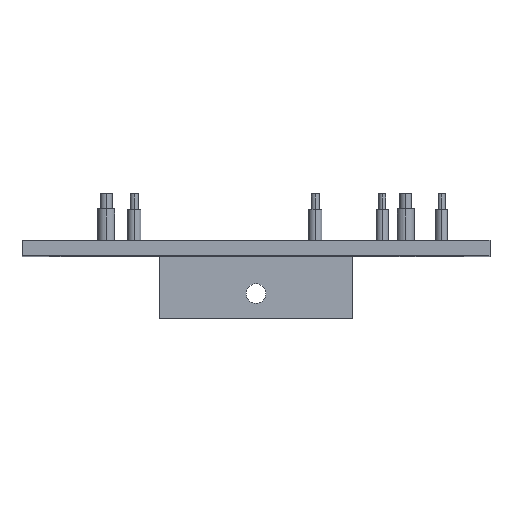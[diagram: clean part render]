
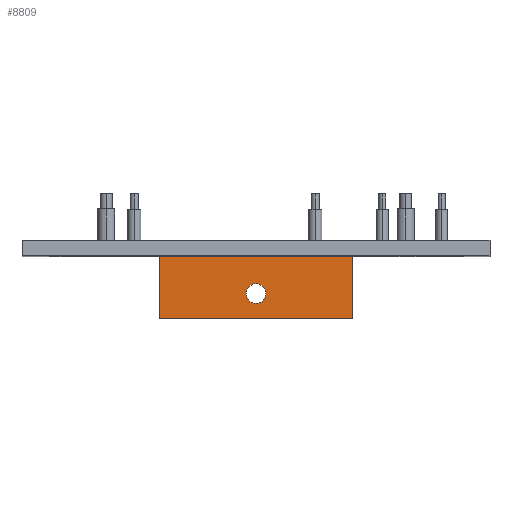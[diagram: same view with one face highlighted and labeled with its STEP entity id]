
A CAD part, top view. The second image highlights one B-rep face of the part: STEP entity #8809.
In plain terms, the highlighted planar face has unit normal (0, 0, 1).
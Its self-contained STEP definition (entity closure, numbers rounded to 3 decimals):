
#46 = VECTOR ( 'NONE', #2829, 1000. ) ;
#252 = VECTOR ( 'NONE', #9183, 1000. ) ;
#356 = CARTESIAN_POINT ( 'NONE',  ( -31., 20., 6. ) ) ;
#703 = EDGE_CURVE ( 'NONE', #9275, #5473, #5759, .T. ) ;
#924 = CIRCLE ( 'NONE', #6388, 3.175 ) ;
#1083 = VERTEX_POINT ( 'NONE', #6201 ) ;
#1351 = EDGE_LOOP ( 'NONE', ( #4581, #2904, #8078, #7144 ) ) ;
#1458 = LINE ( 'NONE', #5714, #2236 ) ;
#1538 = EDGE_CURVE ( 'NONE', #9684, #7192, #1458, .T. ) ;
#1651 = EDGE_CURVE ( 'NONE', #1083, #5363, #924, .T. ) ;
#2236 = VECTOR ( 'NONE', #9000, 1000. ) ;
#2268 = EDGE_CURVE ( 'NONE', #5363, #1083, #10181, .T. ) ;
#2382 = EDGE_CURVE ( 'NONE', #5473, #7192, #2719, .T. ) ;
#2719 = LINE ( 'NONE', #3380, #252 ) ;
#2829 = DIRECTION ( 'NONE',  ( 1., 0., 0. ) ) ;
#2876 = DIRECTION ( 'NONE',  ( 0., 0., 1. ) ) ;
#2904 = ORIENTED_EDGE ( 'NONE', *, *, #2382, .F. ) ;
#3140 = FACE_OUTER_BOUND ( 'NONE', #1351, .T. ) ;
#3240 = DIRECTION ( 'NONE',  ( 0., 0., 1. ) ) ;
#3380 = CARTESIAN_POINT ( 'NONE',  ( 31., 20., 6. ) ) ;
#3483 = PLANE ( 'NONE',  #6403 ) ;
#4312 = DIRECTION ( 'NONE',  ( 0., 0., -1. ) ) ;
#4515 = DIRECTION ( 'NONE',  ( 0., -1., 0. ) ) ;
#4581 = ORIENTED_EDGE ( 'NONE', *, *, #1538, .T. ) ;
#4605 = VECTOR ( 'NONE', #4515, 1000. ) ;
#5363 = VERTEX_POINT ( 'NONE', #5828 ) ;
#5473 = VERTEX_POINT ( 'NONE', #9283 ) ;
#5590 = FACE_BOUND ( 'NONE', #8001, .T. ) ;
#5613 = CARTESIAN_POINT ( 'NONE',  ( -31., 0., 6. ) ) ;
#5677 = EDGE_CURVE ( 'NONE', #9275, #9684, #9004, .T. ) ;
#5714 = CARTESIAN_POINT ( 'NONE',  ( -31., 0., 6. ) ) ;
#5759 = LINE ( 'NONE', #356, #46 ) ;
#5828 = CARTESIAN_POINT ( 'NONE',  ( 3.175, 8., 6. ) ) ;
#5837 = DIRECTION ( 'NONE',  ( 1., 0., 0. ) ) ;
#6075 = AXIS2_PLACEMENT_3D ( 'NONE', #9072, #3240, #5837 ) ;
#6138 = CARTESIAN_POINT ( 'NONE',  ( 0., 8., 6. ) ) ;
#6201 = CARTESIAN_POINT ( 'NONE',  ( -3.175, 8., 6. ) ) ;
#6388 = AXIS2_PLACEMENT_3D ( 'NONE', #6138, #2876, #10154 ) ;
#6403 = AXIS2_PLACEMENT_3D ( 'NONE', #9274, #4312, #10072 ) ;
#6947 = CARTESIAN_POINT ( 'NONE',  ( -31., 20., 6. ) ) ;
#7144 = ORIENTED_EDGE ( 'NONE', *, *, #5677, .T. ) ;
#7192 = VERTEX_POINT ( 'NONE', #8652 ) ;
#8001 = EDGE_LOOP ( 'NONE', ( #9267, #8289 ) ) ;
#8078 = ORIENTED_EDGE ( 'NONE', *, *, #703, .F. ) ;
#8289 = ORIENTED_EDGE ( 'NONE', *, *, #1651, .F. ) ;
#8652 = CARTESIAN_POINT ( 'NONE',  ( 31., 0., 6. ) ) ;
#8699 = CARTESIAN_POINT ( 'NONE',  ( -31., 20., 6. ) ) ;
#8809 = ADVANCED_FACE ( 'NONE', ( #5590, #3140 ), #3483, .F. ) ;
#9000 = DIRECTION ( 'NONE',  ( 1., 0., 0. ) ) ;
#9004 = LINE ( 'NONE', #6947, #4605 ) ;
#9072 = CARTESIAN_POINT ( 'NONE',  ( 0., 8., 6. ) ) ;
#9183 = DIRECTION ( 'NONE',  ( 0., -1., 0. ) ) ;
#9267 = ORIENTED_EDGE ( 'NONE', *, *, #2268, .F. ) ;
#9274 = CARTESIAN_POINT ( 'NONE',  ( -31., 20., 6. ) ) ;
#9275 = VERTEX_POINT ( 'NONE', #8699 ) ;
#9283 = CARTESIAN_POINT ( 'NONE',  ( 31., 20., 6. ) ) ;
#9684 = VERTEX_POINT ( 'NONE', #5613 ) ;
#10072 = DIRECTION ( 'NONE',  ( -1., 0., 0. ) ) ;
#10154 = DIRECTION ( 'NONE',  ( 1., 0., 0. ) ) ;
#10181 = CIRCLE ( 'NONE', #6075, 3.175 ) ;
